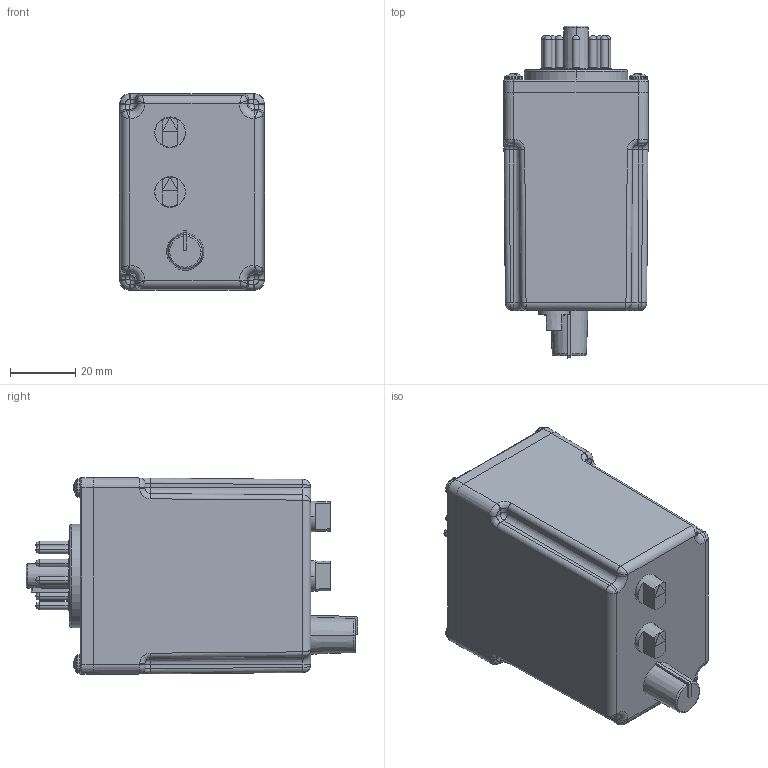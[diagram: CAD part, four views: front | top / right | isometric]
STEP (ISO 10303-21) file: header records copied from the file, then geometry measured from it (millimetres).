
FILE_DESCRIPTION (( 'STEP AP203' ), '1' );
FILE_NAME ('TRM-8-D-240AD.STEP', '2025-03-10T13:50:11', ( '' ), ( '' ), 'SwSTEP 2.0', 'SolidWorks 2024', '' );
FILE_SCHEMA (( 'CONFIG_CONTROL_DESIGN' ));
Length unit declared in the file: millimetre
Products named in the file (1): TRM-8-D-240AD
Bounding box: 44.45 x 101.73 x 60.33 mm (x, y, z)
Volume: 181579.2 mm3; surface area: 43210.4 mm2
Topology: 4 solids, 24 shells, 1086 faces, 2627 edges, 1608 vertices
Faces by surface type: plane 382, cylinder 301, torus 173, bspline 165, cone 55, sphere 10
Entity records: 40016 total; most frequent: CARTESIAN_POINT 15646, ORIENTED_EDGE 5234, DIRECTION 4884, EDGE_CURVE 2617, AXIS2_PLACEMENT_3D 1881, VERTEX_POINT 1608, EDGE_LOOP 1137, LINE 1122
